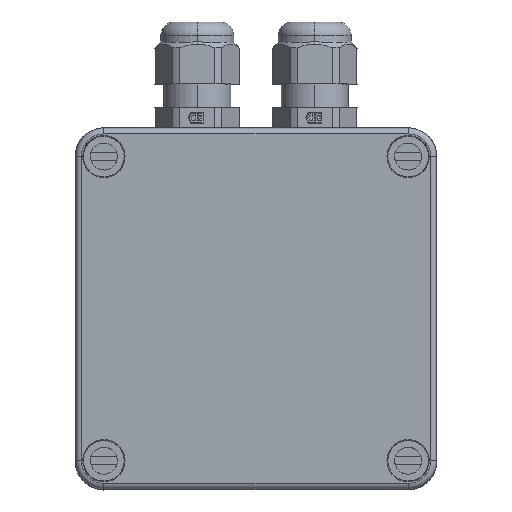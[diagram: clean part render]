
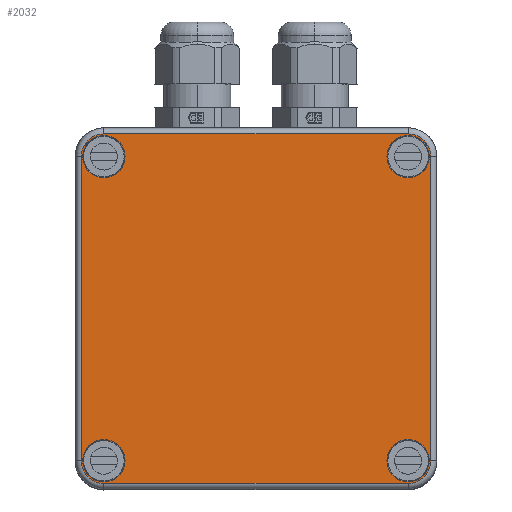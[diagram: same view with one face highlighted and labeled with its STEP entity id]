
A CAD part, top view. The second image highlights one B-rep face of the part: STEP entity #2032.
In plain terms, the highlighted planar face has unit normal (0, 0, 1).
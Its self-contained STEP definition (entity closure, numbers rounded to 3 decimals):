
#762=CIRCLE('',#15525,5.882);
#764=CIRCLE('',#15528,5.882);
#772=CIRCLE('',#15539,5.882);
#775=CIRCLE('',#15550,5.5);
#776=CIRCLE('',#15551,5.5);
#777=CIRCLE('',#15552,5.5);
#778=CIRCLE('',#15553,5.5);
#779=CIRCLE('',#15554,5.882);
#1435=FACE_BOUND('',#4149,.T.);
#1436=FACE_BOUND('',#4150,.T.);
#1437=FACE_BOUND('',#4151,.T.);
#1438=FACE_BOUND('',#4152,.T.);
#1439=FACE_BOUND('',#4153,.T.);
#2032=ADVANCED_FACE('',(#1435,#1436,#1437,#1438,#1439),#2836,.F.);
#2836=PLANE('',#15555);
#4149=EDGE_LOOP('',(#6124));
#4150=EDGE_LOOP('',(#6125));
#4151=EDGE_LOOP('',(#6126));
#4152=EDGE_LOOP('',(#6127));
#4153=EDGE_LOOP('',(#6128,#6129,#6130,#6131,#6132,#6133,#6134,#6135));
#6124=ORIENTED_EDGE('',*,*,#11170,.T.);
#6125=ORIENTED_EDGE('',*,*,#11171,.T.);
#6126=ORIENTED_EDGE('',*,*,#11172,.T.);
#6127=ORIENTED_EDGE('',*,*,#11173,.T.);
#6128=ORIENTED_EDGE('',*,*,#11142,.T.);
#6129=ORIENTED_EDGE('',*,*,#11169,.F.);
#6130=ORIENTED_EDGE('',*,*,#11156,.F.);
#6131=ORIENTED_EDGE('',*,*,#11158,.T.);
#6132=ORIENTED_EDGE('',*,*,#11140,.F.);
#6133=ORIENTED_EDGE('',*,*,#11174,.T.);
#6134=ORIENTED_EDGE('',*,*,#11175,.T.);
#6135=ORIENTED_EDGE('',*,*,#11165,.F.);
#9540=VERTEX_POINT('',#22680);
#9541=VERTEX_POINT('',#22682);
#9542=VERTEX_POINT('',#22686);
#9543=VERTEX_POINT('',#22687);
#9554=VERTEX_POINT('',#22744);
#9555=VERTEX_POINT('',#22746);
#9558=VERTEX_POINT('',#22761);
#9559=VERTEX_POINT('',#22771);
#9560=VERTEX_POINT('',#22773);
#9561=VERTEX_POINT('',#22775);
#9562=VERTEX_POINT('',#22777);
#9563=VERTEX_POINT('',#22779);
#11140=EDGE_CURVE('',#9540,#9541,#762,.T.);
#11142=EDGE_CURVE('',#9542,#9543,#764,.T.);
#11156=EDGE_CURVE('',#9554,#9555,#772,.T.);
#11158=EDGE_CURVE('',#9554,#9541,#13057,.T.);
#11165=EDGE_CURVE('',#9542,#9558,#13063,.T.);
#11169=EDGE_CURVE('',#9555,#9543,#13066,.T.);
#11170=EDGE_CURVE('',#9559,#9559,#775,.T.);
#11171=EDGE_CURVE('',#9560,#9560,#776,.T.);
#11172=EDGE_CURVE('',#9561,#9561,#777,.T.);
#11173=EDGE_CURVE('',#9562,#9562,#778,.T.);
#11174=EDGE_CURVE('',#9540,#9563,#13067,.T.);
#11175=EDGE_CURVE('',#9563,#9558,#779,.T.);
#13057=LINE('',#22749,#14299);
#13063=LINE('',#22762,#14305);
#13066=LINE('',#22768,#14308);
#13067=LINE('',#22778,#14309);
#14299=VECTOR('',#17939,1.);
#14305=VECTOR('',#17953,1.);
#14308=VECTOR('',#17962,1.);
#14309=VECTOR('',#17973,1.);
#15525=AXIS2_PLACEMENT_3D('',#22681,#17900,#17901);
#15528=AXIS2_PLACEMENT_3D('',#22685,#17906,#17907);
#15539=AXIS2_PLACEMENT_3D('',#22745,#17933,#17934);
#15550=AXIS2_PLACEMENT_3D('',#22770,#17965,#17966);
#15551=AXIS2_PLACEMENT_3D('',#22772,#17967,#17968);
#15552=AXIS2_PLACEMENT_3D('',#22774,#17969,#17970);
#15553=AXIS2_PLACEMENT_3D('',#22776,#17971,#17972);
#15554=AXIS2_PLACEMENT_3D('',#22780,#17974,#17975);
#15555=AXIS2_PLACEMENT_3D('',#22781,#17976,#17977);
#17900=DIRECTION('',(0.,0.,-1.));
#17901=DIRECTION('',(-1.,0.,0.));
#17906=DIRECTION('',(0.,0.,1.));
#17907=DIRECTION('',(1.,0.,0.));
#17933=DIRECTION('',(0.,0.,-1.));
#17934=DIRECTION('',(-1.,0.,0.));
#17939=DIRECTION('',(-1.,0.,0.));
#17953=DIRECTION('',(-1.,0.,0.));
#17962=DIRECTION('',(0.,-1.,0.));
#17965=DIRECTION('',(0.,0.,-1.));
#17966=DIRECTION('',(-1.,0.,0.));
#17967=DIRECTION('',(0.,0.,-1.));
#17968=DIRECTION('',(-1.,0.,0.));
#17969=DIRECTION('',(0.,0.,-1.));
#17970=DIRECTION('',(-1.,0.,0.));
#17971=DIRECTION('',(0.,0.,-1.));
#17972=DIRECTION('',(-1.,0.,0.));
#17973=DIRECTION('',(0.,-1.,0.));
#17974=DIRECTION('',(0.,0.,1.));
#17975=DIRECTION('',(1.,0.,0.));
#17976=DIRECTION('',(0.,0.,-1.));
#17977=DIRECTION('',(1.,0.,0.));
#22680=CARTESIAN_POINT('',(-45.382,39.5,15.));
#22681=CARTESIAN_POINT('',(-39.5,39.5,15.));
#22682=CARTESIAN_POINT('',(-39.5,45.382,15.));
#22685=CARTESIAN_POINT('',(39.5,-39.5,15.));
#22686=CARTESIAN_POINT('',(39.5,-45.382,15.));
#22687=CARTESIAN_POINT('',(45.382,-39.5,15.));
#22744=CARTESIAN_POINT('',(39.5,45.382,15.));
#22745=CARTESIAN_POINT('',(39.5,39.5,15.));
#22746=CARTESIAN_POINT('',(45.382,39.5,15.));
#22749=CARTESIAN_POINT('',(39.5,45.382,15.));
#22761=CARTESIAN_POINT('',(-39.5,-45.382,15.));
#22762=CARTESIAN_POINT('',(39.5,-45.382,15.));
#22768=CARTESIAN_POINT('',(45.382,39.5,15.));
#22770=CARTESIAN_POINT('',(-39.5,-39.5,15.));
#22771=CARTESIAN_POINT('',(-45.,-39.5,15.));
#22772=CARTESIAN_POINT('',(-39.5,39.5,15.));
#22773=CARTESIAN_POINT('',(-45.,39.5,15.));
#22774=CARTESIAN_POINT('',(39.5,-39.5,15.));
#22775=CARTESIAN_POINT('',(34.,-39.5,15.));
#22776=CARTESIAN_POINT('',(39.5,39.5,15.));
#22777=CARTESIAN_POINT('',(34.,39.5,15.));
#22778=CARTESIAN_POINT('',(-45.382,39.5,15.));
#22779=CARTESIAN_POINT('',(-45.382,-39.5,15.));
#22780=CARTESIAN_POINT('',(-39.5,-39.5,15.));
#22781=CARTESIAN_POINT('',(-45.382,39.5,15.));
